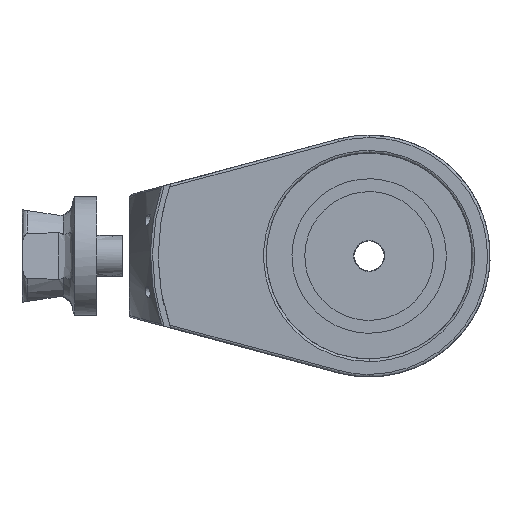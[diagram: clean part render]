
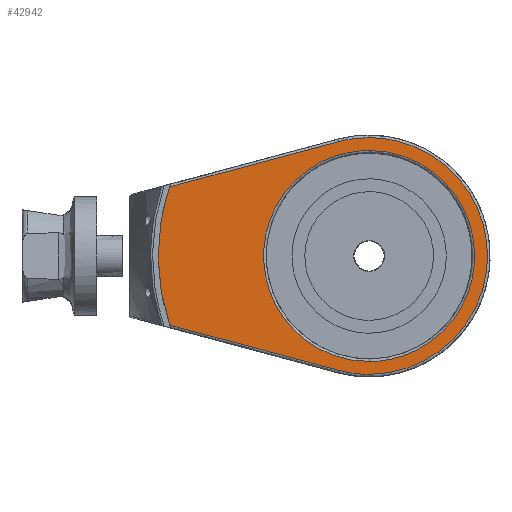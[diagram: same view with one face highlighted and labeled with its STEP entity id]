
A CAD part, left-side view. The second image highlights one B-rep face of the part: STEP entity #42942.
In plain terms, the highlighted free-form (B-spline) face has degree [1, 1] with [2, 2] control points.
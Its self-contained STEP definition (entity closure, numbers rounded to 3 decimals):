
#42201 = VERTEX_POINT('',#42202);
#42202 = CARTESIAN_POINT('',(-94.195,0.,
    21.727));
#42208 = EDGE_CURVE('',#42209,#42201,#42211,.T.);
#42209 = VERTEX_POINT('',#42210);
#42210 = CARTESIAN_POINT('',(-94.195,0.,-21.727));
#42211 = ( BOUNDED_CURVE() B_SPLINE_CURVE(2,(#42212,#42213,#42214,#42215
,#42216),.UNSPECIFIED.,.F.,.F.) B_SPLINE_CURVE_WITH_KNOTS((3,2,3),(0.,
1.571,3.142),.PIECEWISE_BEZIER_KNOTS.) CURVE() 
GEOMETRIC_REPRESENTATION_ITEM() RATIONAL_B_SPLINE_CURVE((1.,
0.707,1.,0.707,1.)) REPRESENTATION_ITEM('') );
#42212 = CARTESIAN_POINT('',(-94.195,0.,-21.727));
#42213 = CARTESIAN_POINT('',(-94.195,21.727,
    -21.727));
#42214 = CARTESIAN_POINT('',(-94.195,21.727,
    0.));
#42215 = CARTESIAN_POINT('',(-94.195,21.727,
    21.727));
#42216 = CARTESIAN_POINT('',(-94.195,0.,
    21.727));
#42243 = EDGE_CURVE('',#42244,#42246,#42248,.T.);
#42244 = VERTEX_POINT('',#42245);
#42245 = CARTESIAN_POINT('',(-94.195,0.,
    24.377));
#42246 = VERTEX_POINT('',#42247);
#42247 = CARTESIAN_POINT('',(-94.195,6.309,
    23.546));
#42248 = ( BOUNDED_CURVE() B_SPLINE_CURVE(2,(#42249,#42250,#42251),
.UNSPECIFIED.,.F.,.F.) B_SPLINE_CURVE_WITH_KNOTS((3,3),(3.142,
3.403),.PIECEWISE_BEZIER_KNOTS.) CURVE() 
GEOMETRIC_REPRESENTATION_ITEM() RATIONAL_B_SPLINE_CURVE((1.,
0.991,1.)) REPRESENTATION_ITEM('') );
#42249 = CARTESIAN_POINT('',(-94.195,0.,
    24.377));
#42250 = CARTESIAN_POINT('',(-94.195,3.209,
    24.377));
#42251 = CARTESIAN_POINT('',(-94.195,6.309,
    23.546));
#42289 = EDGE_CURVE('',#42290,#42244,#42292,.T.);
#42290 = VERTEX_POINT('',#42291);
#42291 = CARTESIAN_POINT('',(-94.195,0.,-24.377));
#42292 = ( BOUNDED_CURVE() B_SPLINE_CURVE(2,(#42293,#42294,#42295,#42296
,#42297),.UNSPECIFIED.,.F.,.F.) B_SPLINE_CURVE_WITH_KNOTS((3,2,3),(0.,
1.571,3.142),.PIECEWISE_BEZIER_KNOTS.) CURVE() 
GEOMETRIC_REPRESENTATION_ITEM() RATIONAL_B_SPLINE_CURVE((1.,
0.707,1.,0.707,1.)) REPRESENTATION_ITEM('') );
#42293 = CARTESIAN_POINT('',(-94.195,0.,-24.377));
#42294 = CARTESIAN_POINT('',(-94.195,-24.377,
    -24.377));
#42295 = CARTESIAN_POINT('',(-94.195,-24.377,
    0.));
#42296 = CARTESIAN_POINT('',(-94.195,-24.377,
    24.377));
#42297 = CARTESIAN_POINT('',(-94.195,0.,
    24.377));
#42942 = ADVANCED_FACE('',(#42943,#42954),#42986,.F.);
#42943 = FACE_BOUND('',#42944,.T.);
#42944 = EDGE_LOOP('',(#42945,#42946));
#42945 = ORIENTED_EDGE('',*,*,#42208,.T.);
#42946 = ORIENTED_EDGE('',*,*,#42947,.T.);
#42947 = EDGE_CURVE('',#42201,#42209,#42948,.T.);
#42948 = ( BOUNDED_CURVE() B_SPLINE_CURVE(2,(#42949,#42950,#42951,#42952
,#42953),.UNSPECIFIED.,.F.,.F.) B_SPLINE_CURVE_WITH_KNOTS((3,2,3),(
    3.142,4.712,6.283),
.PIECEWISE_BEZIER_KNOTS.) CURVE() GEOMETRIC_REPRESENTATION_ITEM() 
RATIONAL_B_SPLINE_CURVE((1.,0.707,1.,0.707,1.)) 
REPRESENTATION_ITEM('') );
#42949 = CARTESIAN_POINT('',(-94.195,0.,
    21.727));
#42950 = CARTESIAN_POINT('',(-94.195,-21.727,
    21.727));
#42951 = CARTESIAN_POINT('',(-94.195,-21.727,
    0.));
#42952 = CARTESIAN_POINT('',(-94.195,-21.727,
    -21.727));
#42953 = CARTESIAN_POINT('',(-94.195,0.,
    -21.727));
#42954 = FACE_BOUND('',#42955,.T.);
#42955 = EDGE_LOOP('',(#42956,#42966,#42973,#42979,#42980,#42981));
#42956 = ORIENTED_EDGE('',*,*,#42957,.F.);
#42957 = EDGE_CURVE('',#42958,#42960,#42962,.T.);
#42958 = VERTEX_POINT('',#42959);
#42959 = CARTESIAN_POINT('',(-94.195,41.057,
    -14.236));
#42960 = VERTEX_POINT('',#42961);
#42961 = CARTESIAN_POINT('',(-94.195,41.057,
    14.236));
#42962 = ( BOUNDED_CURVE() B_SPLINE_CURVE(2,(#42963,#42964,#42965),
.UNSPECIFIED.,.F.,.F.) B_SPLINE_CURVE_WITH_KNOTS((3,3),(1.237,
1.905),.PIECEWISE_BEZIER_KNOTS.) CURVE() 
GEOMETRIC_REPRESENTATION_ITEM() RATIONAL_B_SPLINE_CURVE((1.,
0.945,1.)) REPRESENTATION_ITEM('') );
#42963 = CARTESIAN_POINT('',(-94.195,41.057,
    -14.236));
#42964 = CARTESIAN_POINT('',(-94.195,45.993,
    0.));
#42965 = CARTESIAN_POINT('',(-94.195,41.057,
    14.236));
#42966 = ORIENTED_EDGE('',*,*,#42967,.T.);
#42967 = EDGE_CURVE('',#42958,#42968,#42970,.T.);
#42968 = VERTEX_POINT('',#42969);
#42969 = CARTESIAN_POINT('',(-94.195,6.309,
    -23.546));
#42970 = B_SPLINE_CURVE_WITH_KNOTS('',1,(#42971,#42972),.UNSPECIFIED.,
  .F.,.F.,(2,2),(-33.941,0.),
  .PIECEWISE_BEZIER_KNOTS.);
#42971 = CARTESIAN_POINT('',(-94.195,41.057,
    -14.236));
#42972 = CARTESIAN_POINT('',(-94.195,6.309,
    -23.546));
#42973 = ORIENTED_EDGE('',*,*,#42974,.T.);
#42974 = EDGE_CURVE('',#42968,#42290,#42975,.T.);
#42975 = ( BOUNDED_CURVE() B_SPLINE_CURVE(2,(#42976,#42977,#42978),
.UNSPECIFIED.,.F.,.F.) B_SPLINE_CURVE_WITH_KNOTS((3,3),(6.021,
6.283),.PIECEWISE_BEZIER_KNOTS.) CURVE() 
GEOMETRIC_REPRESENTATION_ITEM() RATIONAL_B_SPLINE_CURVE((1.,
0.991,1.)) REPRESENTATION_ITEM('') );
#42976 = CARTESIAN_POINT('',(-94.195,6.309,
    -23.546));
#42977 = CARTESIAN_POINT('',(-94.195,3.209,
    -24.377));
#42978 = CARTESIAN_POINT('',(-94.195,0.,
    -24.377));
#42979 = ORIENTED_EDGE('',*,*,#42289,.T.);
#42980 = ORIENTED_EDGE('',*,*,#42243,.T.);
#42981 = ORIENTED_EDGE('',*,*,#42982,.T.);
#42982 = EDGE_CURVE('',#42246,#42960,#42983,.T.);
#42983 = B_SPLINE_CURVE_WITH_KNOTS('',1,(#42984,#42985),.UNSPECIFIED.,
  .F.,.F.,(2,2),(0.,33.941),
  .PIECEWISE_BEZIER_KNOTS.);
#42984 = CARTESIAN_POINT('',(-94.195,6.309,
    23.546));
#42985 = CARTESIAN_POINT('',(-94.195,41.057,
    14.236));
#42986 = B_SPLINE_SURFACE_WITH_KNOTS('',1,1,(
    (#42987,#42988)
    ,(#42989,#42990
    )),.UNSPECIFIED.,.F.,.F.,.F.,(2,2),(2,2),(-23.,23.),(-23.,41.),
  .PIECEWISE_BEZIER_KNOTS.);
#42987 = CARTESIAN_POINT('',(-94.195,-24.377,
    24.377));
#42988 = CARTESIAN_POINT('',(-94.195,43.455,
    24.377));
#42989 = CARTESIAN_POINT('',(-94.195,-24.377,
    -24.377));
#42990 = CARTESIAN_POINT('',(-94.195,43.455,
    -24.377));
